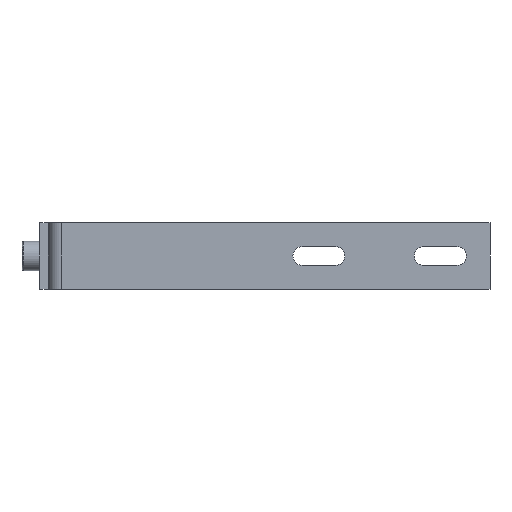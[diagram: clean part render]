
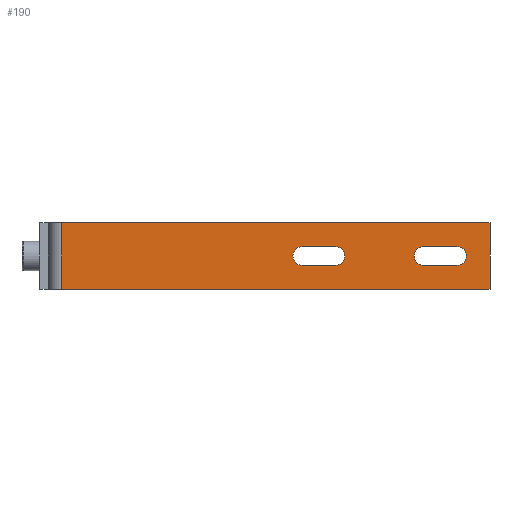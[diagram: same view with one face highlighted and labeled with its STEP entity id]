
A CAD part, front view. The second image highlights one B-rep face of the part: STEP entity #190.
In plain terms, the highlighted planar face has unit normal (0, -1, 0).
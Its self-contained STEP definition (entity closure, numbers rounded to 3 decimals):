
#177 = ORIENTED_EDGE ( 'NONE', *, *, #3426, .T. ) ;
#178 = ORIENTED_EDGE ( 'NONE', *, *, #181, .T. ) ;
#179 = ORIENTED_EDGE ( 'NONE', *, *, #3441, .F. ) ;
#180 = ORIENTED_EDGE ( 'NONE', *, *, #182, .T. ) ;
#181 = EDGE_CURVE ( 'NONE', #185, #3433, #921, .T. ) ;
#182 = EDGE_CURVE ( 'NONE', #3448, #185, #923, .T. ) ;
#183 = VERTEX_POINT ( 'NONE', #911 ) ;
#184 = ORIENTED_EDGE ( 'NONE', *, *, #3452, .F. ) ;
#185 = VERTEX_POINT ( 'NONE', #922 ) ;
#186 = ORIENTED_EDGE ( 'NONE', *, *, #3428, .T. ) ;
#187 = ORIENTED_EDGE ( 'NONE', *, *, #3390, .T. ) ;
#188 = EDGE_LOOP ( 'NONE', ( #184, #179, #196, #177 ) ) ;
#190 = ADVANCED_FACE ( 'NONE', ( #913, #902, #909 ), #910, .T. ) ;
#196 = ORIENTED_EDGE ( 'NONE', *, *, #199, .T. ) ;
#199 = EDGE_CURVE ( 'NONE', #183, #3347, #943, .T. ) ;
#896 = AXIS2_PLACEMENT_3D ( 'NONE', #908, #907, #901 ) ;
#901 = DIRECTION ( 'NONE',  ( 1., 0., 0. ) ) ;
#902 = FACE_BOUND ( 'NONE', #3399, .T. ) ;
#904 = DIRECTION ( 'NONE',  ( -1., 0., 0. ) ) ;
#905 = DIRECTION ( 'NONE',  ( 0., 1., 0. ) ) ;
#906 = AXIS2_PLACEMENT_3D ( 'NONE', #914, #905, #904 ) ;
#907 = DIRECTION ( 'NONE',  ( 0., -1., 0. ) ) ;
#908 = CARTESIAN_POINT ( 'NONE',  ( 0., 0., 30. ) ) ;
#909 = FACE_OUTER_BOUND ( 'NONE', #188, .T. ) ;
#910 = PLANE ( 'NONE',  #896 ) ;
#911 = CARTESIAN_POINT ( 'NONE',  ( 0., 0., 30. ) ) ;
#912 = DIRECTION ( 'NONE',  ( -1., 0., 0. ) ) ;
#913 = FACE_BOUND ( 'NONE', #3422, .T. ) ;
#914 = CARTESIAN_POINT ( 'NONE',  ( -15., 0., 15. ) ) ;
#915 = VECTOR ( 'NONE', #912, 1000. ) ;
#916 = CARTESIAN_POINT ( 'NONE',  ( -30., 0., 10.75 ) ) ;
#921 = LINE ( 'NONE', #916, #915 ) ;
#922 = CARTESIAN_POINT ( 'NONE',  ( -15., 0., 10.75 ) ) ;
#923 = CIRCLE ( 'NONE', #906, 4.25 ) ;
#940 = DIRECTION ( 'NONE',  ( -1., 0., 0. ) ) ;
#941 = VECTOR ( 'NONE', #940, 1000. ) ;
#942 = CARTESIAN_POINT ( 'NONE',  ( 0., 0., 30. ) ) ;
#943 = LINE ( 'NONE', #942, #941 ) ;
#1858 = CARTESIAN_POINT ( 'NONE',  ( 0., 0., 0. ) ) ;
#1871 = CARTESIAN_POINT ( 'NONE',  ( -89.25, 0., 15. ) ) ;
#1873 = DIRECTION ( 'NONE',  ( 1., 0., 0. ) ) ;
#1874 = DIRECTION ( 'NONE',  ( 0., 1., 0. ) ) ;
#1877 = AXIS2_PLACEMENT_3D ( 'NONE', #1889, #1874, #1873 ) ;
#1887 = CIRCLE ( 'NONE', #1877, 4.25 ) ;
#1889 = CARTESIAN_POINT ( 'NONE',  ( -85., 0., 15. ) ) ;
#1915 = CARTESIAN_POINT ( 'NONE',  ( -85., 0., 19.25 ) ) ;
#1922 = CARTESIAN_POINT ( 'NONE',  ( -194., 0., 0. ) ) ;
#1928 = CARTESIAN_POINT ( 'NONE',  ( -34.25, 0., 15. ) ) ;
#1935 = CARTESIAN_POINT ( 'NONE',  ( -30., 0., 19.25 ) ) ;
#1946 = CARTESIAN_POINT ( 'NONE',  ( -194., 0., 30. ) ) ;
#1995 = CARTESIAN_POINT ( 'NONE',  ( -30., 0., 15. ) ) ;
#2001 = AXIS2_PLACEMENT_3D ( 'NONE', #1995, #2044, #2043 ) ;
#2043 = DIRECTION ( 'NONE',  ( -1., 0., 0. ) ) ;
#2044 = DIRECTION ( 'NONE',  ( 0., 1., 0. ) ) ;
#2056 = CIRCLE ( 'NONE', #2001, 4.25 ) ;
#2057 = CARTESIAN_POINT ( 'NONE',  ( -85., 0., 10.75 ) ) ;
#2059 = CARTESIAN_POINT ( 'NONE',  ( -30., 0., 15. ) ) ;
#2071 = CARTESIAN_POINT ( 'NONE',  ( -30., 0., 19.25 ) ) ;
#2078 = CARTESIAN_POINT ( 'NONE',  ( -70., 0., 10.75 ) ) ;
#2084 = CARTESIAN_POINT ( 'NONE',  ( -15., 0., 19.25 ) ) ;
#2086 = LINE ( 'NONE', #2140, #2139 ) ;
#2087 = CIRCLE ( 'NONE', #2137, 4.25 ) ;
#2088 = DIRECTION ( 'NONE',  ( 1., 0., 0. ) ) ;
#2089 = VECTOR ( 'NONE', #2088, 1000. ) ;
#2090 = CARTESIAN_POINT ( 'NONE',  ( -30., 0., 10.75 ) ) ;
#2092 = CARTESIAN_POINT ( 'NONE',  ( -70., 0., 19.25 ) ) ;
#2094 = LINE ( 'NONE', #2071, #2089 ) ;
#2097 = DIRECTION ( 'NONE',  ( 0., 0., -1. ) ) ;
#2098 = VECTOR ( 'NONE', #2097, 1000. ) ;
#2099 = LINE ( 'NONE', #2108, #2098 ) ;
#2104 = DIRECTION ( 'NONE',  ( -1., 0., 0. ) ) ;
#2105 = DIRECTION ( 'NONE',  ( 0., 1., 0. ) ) ;
#2106 = AXIS2_PLACEMENT_3D ( 'NONE', #2059, #2105, #2104 ) ;
#2107 = CIRCLE ( 'NONE', #2106, 4.25 ) ;
#2108 = CARTESIAN_POINT ( 'NONE',  ( -194., 0., 30. ) ) ;
#2120 = DIRECTION ( 'NONE',  ( 1., 0., 0. ) ) ;
#2121 = DIRECTION ( 'NONE',  ( 0., 1., 0. ) ) ;
#2122 = CARTESIAN_POINT ( 'NONE',  ( -70., 0., 15. ) ) ;
#2125 = DIRECTION ( 'NONE',  ( -1., 0., 0. ) ) ;
#2126 = VECTOR ( 'NONE', #2125, 1000. ) ;
#2127 = AXIS2_PLACEMENT_3D ( 'NONE', #2122, #2121, #2120 ) ;
#2128 = DIRECTION ( 'NONE',  ( 0., 0., -1. ) ) ;
#2129 = VECTOR ( 'NONE', #2128, 1000. ) ;
#2130 = CARTESIAN_POINT ( 'NONE',  ( 0., 0., 30. ) ) ;
#2131 = LINE ( 'NONE', #2130, #2129 ) ;
#2133 = CIRCLE ( 'NONE', #2127, 4.25 ) ;
#2134 = DIRECTION ( 'NONE',  ( 1., 0., 0. ) ) ;
#2135 = DIRECTION ( 'NONE',  ( 0., 1., 0. ) ) ;
#2136 = CARTESIAN_POINT ( 'NONE',  ( -85., 0., 15. ) ) ;
#2137 = AXIS2_PLACEMENT_3D ( 'NONE', #2136, #2135, #2134 ) ;
#2138 = DIRECTION ( 'NONE',  ( 1., 0., 0. ) ) ;
#2139 = VECTOR ( 'NONE', #2138, 1000. ) ;
#2140 = CARTESIAN_POINT ( 'NONE',  ( -70., 0., 19.25 ) ) ;
#2141 = CARTESIAN_POINT ( 'NONE',  ( -70., 0., 10.75 ) ) ;
#2142 = LINE ( 'NONE', #2141, #2126 ) ;
#2165 = DIRECTION ( 'NONE',  ( -1., 0., 0. ) ) ;
#2166 = VECTOR ( 'NONE', #2165, 1000. ) ;
#2167 = LINE ( 'NONE', #2171, #2166 ) ;
#2171 = CARTESIAN_POINT ( 'NONE',  ( 0., 0., 0. ) ) ;
#3286 = VERTEX_POINT ( 'NONE', #1858 ) ;
#3314 = EDGE_CURVE ( 'NONE', #3328, #3331, #1887, .T. ) ;
#3320 = VERTEX_POINT ( 'NONE', #1928 ) ;
#3328 = VERTEX_POINT ( 'NONE', #1871 ) ;
#3330 = VERTEX_POINT ( 'NONE', #1922 ) ;
#3331 = VERTEX_POINT ( 'NONE', #1915 ) ;
#3347 = VERTEX_POINT ( 'NONE', #1946 ) ;
#3358 = VERTEX_POINT ( 'NONE', #1935 ) ;
#3390 = EDGE_CURVE ( 'NONE', #3320, #3358, #2056, .T. ) ;
#3399 = EDGE_LOOP ( 'NONE', ( #3434, #187, #186, #180, #178 ) ) ;
#3402 = ORIENTED_EDGE ( 'NONE', *, *, #3445, .T. ) ;
#3405 = VERTEX_POINT ( 'NONE', #2078 ) ;
#3414 = ORIENTED_EDGE ( 'NONE', *, *, #3440, .T. ) ;
#3418 = VERTEX_POINT ( 'NONE', #2057 ) ;
#3421 = EDGE_CURVE ( 'NONE', #3433, #3320, #2107, .T. ) ;
#3422 = EDGE_LOOP ( 'NONE', ( #3402, #3439, #3414, #3444, #3442 ) ) ;
#3426 = EDGE_CURVE ( 'NONE', #3347, #3330, #2099, .T. ) ;
#3428 = EDGE_CURVE ( 'NONE', #3358, #3448, #2094, .T. ) ;
#3430 = VERTEX_POINT ( 'NONE', #2092 ) ;
#3433 = VERTEX_POINT ( 'NONE', #2090 ) ;
#3434 = ORIENTED_EDGE ( 'NONE', *, *, #3421, .T. ) ;
#3438 = EDGE_CURVE ( 'NONE', #3331, #3430, #2086, .T. ) ;
#3439 = ORIENTED_EDGE ( 'NONE', *, *, #3443, .T. ) ;
#3440 = EDGE_CURVE ( 'NONE', #3418, #3328, #2087, .T. ) ;
#3441 = EDGE_CURVE ( 'NONE', #183, #3286, #2131, .T. ) ;
#3442 = ORIENTED_EDGE ( 'NONE', *, *, #3438, .T. ) ;
#3443 = EDGE_CURVE ( 'NONE', #3405, #3418, #2142, .T. ) ;
#3444 = ORIENTED_EDGE ( 'NONE', *, *, #3314, .T. ) ;
#3445 = EDGE_CURVE ( 'NONE', #3430, #3405, #2133, .T. ) ;
#3448 = VERTEX_POINT ( 'NONE', #2084 ) ;
#3452 = EDGE_CURVE ( 'NONE', #3286, #3330, #2167, .T. ) ;
